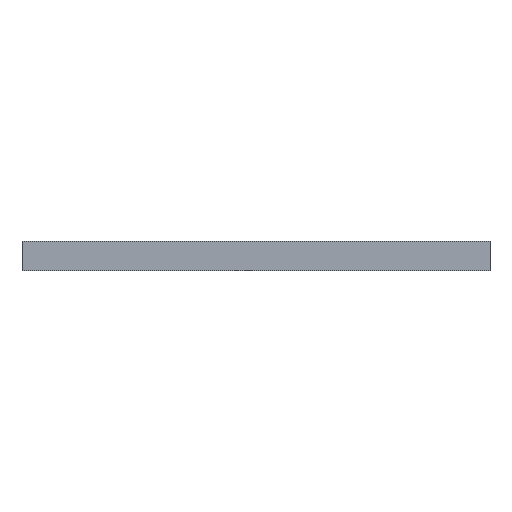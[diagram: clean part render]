
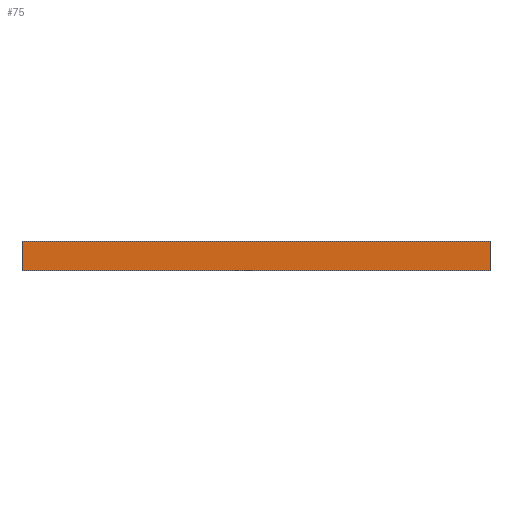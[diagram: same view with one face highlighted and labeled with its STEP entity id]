
A CAD part, left-side view. The second image highlights one B-rep face of the part: STEP entity #75.
In plain terms, the highlighted planar face has unit normal (-1, 0, 0).
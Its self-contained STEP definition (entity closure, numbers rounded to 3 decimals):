
#75 = ADVANCED_FACE( '', ( #354 ), #355, .F. );
#354 = FACE_OUTER_BOUND( '', #1692, .T. );
#355 = PLANE( '', #1693 );
#1692 = EDGE_LOOP( '', ( #3030, #3031, #3032, #3033 ) );
#1693 = AXIS2_PLACEMENT_3D( '', #3034, #3035, #3036 );
#3030 = ORIENTED_EDGE( '', *, *, #4942, .T. );
#3031 = ORIENTED_EDGE( '', *, *, #4943, .F. );
#3032 = ORIENTED_EDGE( '', *, *, #4944, .F. );
#3033 = ORIENTED_EDGE( '', *, *, #4945, .T. );
#3034 = CARTESIAN_POINT( '', ( -400., 400., 50. ) );
#3035 = DIRECTION( '', ( 1., 0., 0. ) );
#3036 = DIRECTION( '', ( 0., 0., -1. ) );
#4942 = EDGE_CURVE( '', #5482, #5483, #5484, .T. );
#4943 = EDGE_CURVE( '', #5485, #5483, #5486, .T. );
#4944 = EDGE_CURVE( '', #5487, #5485, #5488, .T. );
#4945 = EDGE_CURVE( '', #5487, #5482, #5489, .T. );
#5482 = VERTEX_POINT( '', #6554 );
#5483 = VERTEX_POINT( '', #6555 );
#5484 = LINE( '', #6556, #6557 );
#5485 = VERTEX_POINT( '', #6558 );
#5486 = LINE( '', #6559, #6560 );
#5487 = VERTEX_POINT( '', #6561 );
#5488 = LINE( '', #6562, #6563 );
#5489 = LINE( '', #6564, #6565 );
#6554 = CARTESIAN_POINT( '', ( -400., 400., 0. ) );
#6555 = CARTESIAN_POINT( '', ( -400., -400., 0. ) );
#6556 = CARTESIAN_POINT( '', ( -400., 400., 0. ) );
#6557 = VECTOR( '', #7638, 1000. );
#6558 = CARTESIAN_POINT( '', ( -400., -400., 50. ) );
#6559 = CARTESIAN_POINT( '', ( -400., -400., 50. ) );
#6560 = VECTOR( '', #7639, 1000. );
#6561 = CARTESIAN_POINT( '', ( -400., 400., 50. ) );
#6562 = CARTESIAN_POINT( '', ( -400., 400., 50. ) );
#6563 = VECTOR( '', #7640, 1000. );
#6564 = CARTESIAN_POINT( '', ( -400., 400., 50. ) );
#6565 = VECTOR( '', #7641, 1000. );
#7638 = DIRECTION( '', ( 0., -1., 0. ) );
#7639 = DIRECTION( '', ( 0., 0., -1. ) );
#7640 = DIRECTION( '', ( 0., -1., 0. ) );
#7641 = DIRECTION( '', ( 0., 0., -1. ) );
